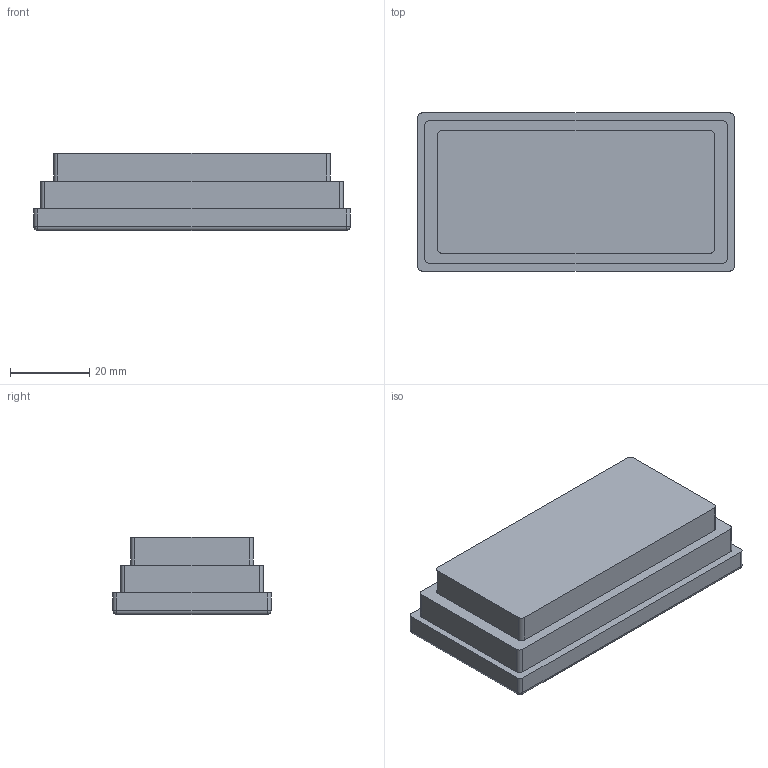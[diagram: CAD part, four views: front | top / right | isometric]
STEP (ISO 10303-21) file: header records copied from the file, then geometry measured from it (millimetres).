
FILE_DESCRIPTION (( 'STEP AP214' ), '1' );
FILE_NAME ('00424-Rectangle Plug Smooth Black 80x40mm.STEP', '2018-07-11T22:20:14', ( '' ), ( '' ), 'SwSTEP 2.0', 'SolidWorks 2018', '' );
FILE_SCHEMA (( 'AUTOMOTIVE_DESIGN' ));
Length unit declared in the file: millimetre
Products named in the file (2): 00424-Rectangle Plug Smooth Black 80x40mm
Bounding box: 80 x 40 x 19.5 mm (x, y, z)
Volume: 51999.5 mm3; surface area: 10589.4 mm2
Topology: 1 solids, 1 shells, 295 faces, 784 edges, 516 vertices
Faces by surface type: plane 182, bspline 93, cylinder 16, sphere 4
Entity records: 14433 total; most frequent: CARTESIAN_POINT 7678, ORIENTED_EDGE 1560, DIRECTION 1034, EDGE_CURVE 780, VECTOR 562, LINE 562, VERTEX_POINT 516, EDGE_LOOP 324
